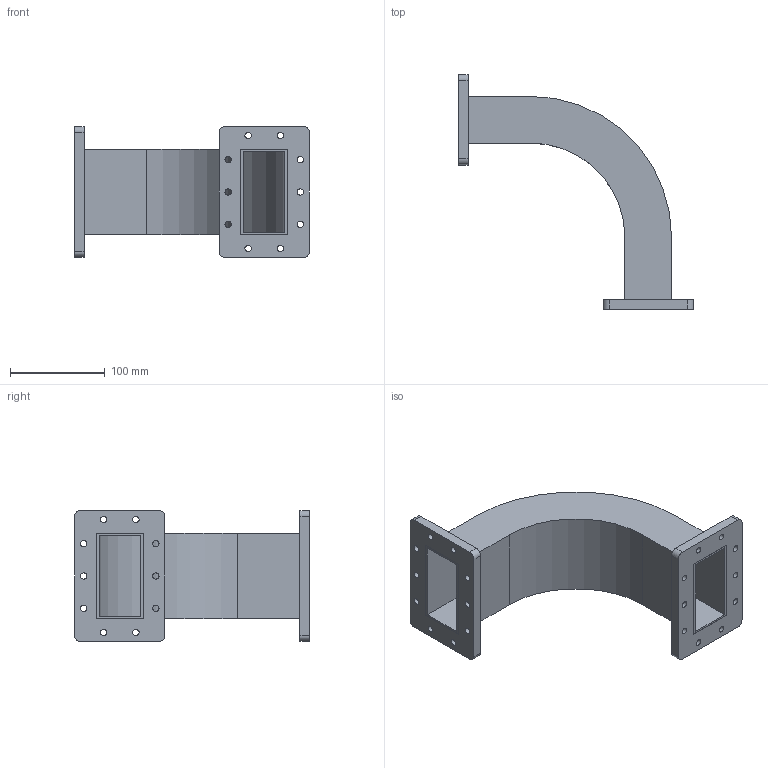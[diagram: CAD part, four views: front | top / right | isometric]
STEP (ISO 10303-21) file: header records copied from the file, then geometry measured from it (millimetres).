
FILE_DESCRIPTION(/* description */ ('Unknown'),/* implementation_level */ '2;1');
FILE_NAME(/* name */ 'WR340E90stp',/* time_stamp */ '2018-10-29T20:50:42+01:00',/* author */ ('Unknown'),/* organization */ ('Unknown'),/* preprocessor_version */ 'ST-DEVELOPER v16.7',/* originating_system */ 'DEX',/* authorisation */ $);
FILE_SCHEMA (('AUTOMOTIVE_DESIGN {1 0 10303 214 3 1 1}'));
Length unit declared in the file: millimetre
Products named in the file (3): WR340E90blok; FlangeWR340CPR
Assembly tree (3 placements, depth 2):
  WR340E90blok
    WR340E90blok
    FlangeWR340CPR  x2
Bounding box: 247.62 x 247.62 x 138.18 mm (x, y, z)
Volume: 413939.7 mm3; surface area: 240143.5 mm2
Topology: 3 solids, 3 shells, 66 faces, 200 edges, 140 vertices
Faces by surface type: plane 34, cylinder 32
Full cylindrical faces by diameter (mm): 6.629 x20
Entity records: 1696 total; most frequent: DIRECTION 232, CARTESIAN_POINT 226, ORIENTED_EDGE 208, EDGE_CURVE 104, AXIS2_PLACEMENT_3D 82, VERTEX_POINT 76, EDGE_LOOP 76, FACE_BOUND 76
